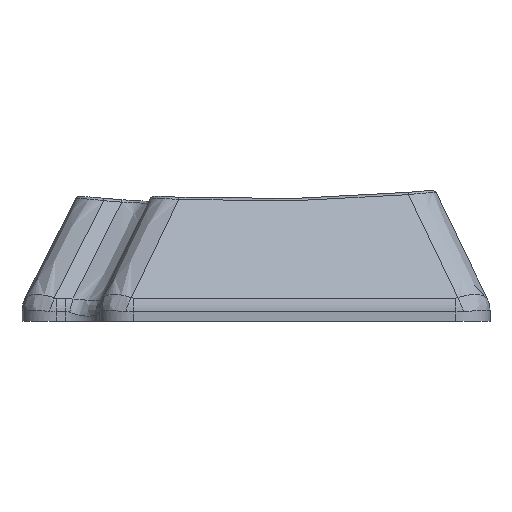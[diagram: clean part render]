
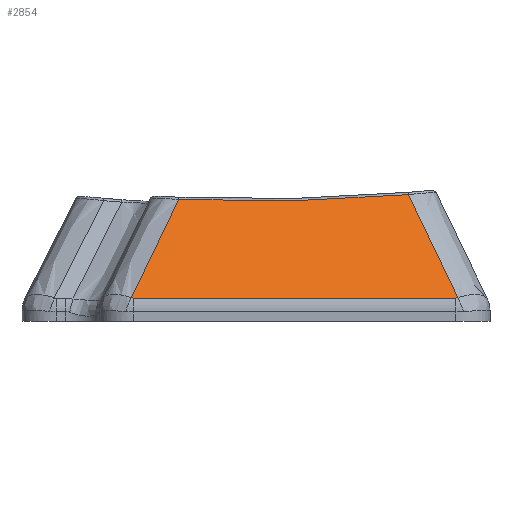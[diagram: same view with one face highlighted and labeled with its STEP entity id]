
A CAD part, front view. The second image highlights one B-rep face of the part: STEP entity #2854.
In plain terms, the highlighted planar face has unit normal (0, -0.839, 0.545).
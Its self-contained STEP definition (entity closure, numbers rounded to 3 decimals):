
#15=PLANE('',#3028);
#226=LINE('',#5194,#363);
#363=VECTOR('',#3252,10.);
#498=ELLIPSE('',#3020,0.918,0.5);
#500=ELLIPSE('',#3025,0.918,0.5);
#554=FACE_OUTER_BOUND('',#705,.T.);
#705=EDGE_LOOP('',(#2206,#2207,#2208,#2209,#2210,#2211));
#954=B_SPLINE_CURVE_WITH_KNOTS('',3,(#5394,#5395,#5396,#5397),
 .UNSPECIFIED.,.F.,.F.,(4,4),(-0.795,-0.054),
 .UNSPECIFIED.);
#956=B_SPLINE_CURVE_WITH_KNOTS('',3,(#5405,#5406,#5407,#5408),
 .UNSPECIFIED.,.F.,.F.,(4,4),(0.062,0.84),
 .UNSPECIFIED.);
#957=B_SPLINE_CURVE_WITH_KNOTS('',3,(#5409,#5410,#5411,#5412),
 .UNSPECIFIED.,.F.,.F.,(4,4),(-1.349,0.),.UNSPECIFIED.);
#1229=VERTEX_POINT('',#5153);
#1231=VERTEX_POINT('',#5184);
#1233=VERTEX_POINT('',#5190);
#1235=VERTEX_POINT('',#5211);
#1243=VERTEX_POINT('',#5393);
#1244=VERTEX_POINT('',#5404);
#1586=EDGE_CURVE('',#1229,#1231,#498,.T.);
#1589=EDGE_CURVE('',#1231,#1233,#226,.T.);
#1592=EDGE_CURVE('',#1233,#1235,#500,.T.);
#1607=EDGE_CURVE('',#1235,#1243,#954,.T.);
#1609=EDGE_CURVE('',#1244,#1229,#956,.T.);
#1610=EDGE_CURVE('',#1243,#1244,#957,.T.);
#2206=ORIENTED_EDGE('',*,*,#1592,.F.);
#2207=ORIENTED_EDGE('',*,*,#1589,.F.);
#2208=ORIENTED_EDGE('',*,*,#1586,.F.);
#2209=ORIENTED_EDGE('',*,*,#1609,.F.);
#2210=ORIENTED_EDGE('',*,*,#1610,.F.);
#2211=ORIENTED_EDGE('',*,*,#1607,.F.);
#2854=ADVANCED_FACE('',(#554),#15,.F.);
#3020=AXIS2_PLACEMENT_3D('',#5188,#3245,#3246);
#3025=AXIS2_PLACEMENT_3D('',#5215,#3257,#3258);
#3028=AXIS2_PLACEMENT_3D('',#5403,#3263,#3264);
#3245=DIRECTION('center_axis',(0.,0.839,-0.545));
#3246=DIRECTION('ref_axis',(0.,-0.545,-0.839));
#3252=DIRECTION('',(-1.,0.,0.));
#3257=DIRECTION('center_axis',(0.,0.839,-0.545));
#3258=DIRECTION('ref_axis',(0.,-0.545,-0.839));
#3263=DIRECTION('center_axis',(0.,0.839,-0.545));
#3264=DIRECTION('ref_axis',(-1.,0.,0.));
#5153=CARTESIAN_POINT('',(9.577,-18.35,0.394));
#5184=CARTESIAN_POINT('',(9.462,-18.363,0.373));
#5188=CARTESIAN_POINT('Origin',(9.462,-17.863,1.142));
#5190=CARTESIAN_POINT('',(-9.462,-18.363,0.373));
#5194=CARTESIAN_POINT('',(1.611,-18.363,0.373));
#5211=CARTESIAN_POINT('',(-9.577,-18.35,0.393));
#5215=CARTESIAN_POINT('Origin',(-9.462,-17.863,1.142));
#5393=CARTESIAN_POINT('',(-6.804,-14.608,6.153));
#5394=CARTESIAN_POINT('Ctrl Pts',(-9.577,-18.35,0.393));
#5395=CARTESIAN_POINT('Ctrl Pts',(-8.653,-17.103,2.314));
#5396=CARTESIAN_POINT('Ctrl Pts',(-7.728,-15.855,4.233));
#5397=CARTESIAN_POINT('Ctrl Pts',(-6.804,-14.608,6.153));
#5403=CARTESIAN_POINT('Origin',(-8.239,-14.235,6.727));
#5404=CARTESIAN_POINT('',(6.666,-14.423,6.438));
#5405=CARTESIAN_POINT('Ctrl Pts',(6.666,-14.423,6.438));
#5406=CARTESIAN_POINT('Ctrl Pts',(7.637,-15.732,4.424));
#5407=CARTESIAN_POINT('Ctrl Pts',(8.607,-17.041,2.409));
#5408=CARTESIAN_POINT('Ctrl Pts',(9.577,-18.35,0.394));
#5409=CARTESIAN_POINT('Ctrl Pts',(-6.804,-14.608,6.153));
#5410=CARTESIAN_POINT('Ctrl Pts',(-2.314,-14.735,5.958));
#5411=CARTESIAN_POINT('Ctrl Pts',(2.194,-14.673,6.054));
#5412=CARTESIAN_POINT('Ctrl Pts',(6.666,-14.423,6.438));
